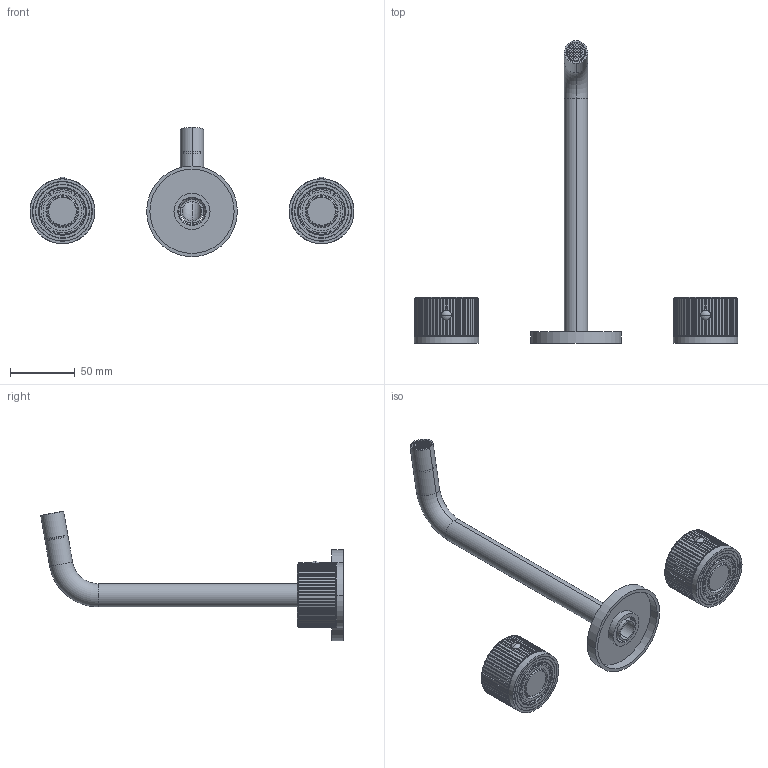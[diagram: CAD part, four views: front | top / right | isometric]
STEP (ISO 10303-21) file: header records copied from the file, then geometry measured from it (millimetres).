
FILE_DESCRIPTION((''),'2;1');
FILE_NAME('JO008CR','2021-02-17T16:09:00',('ut3'),('PAFFONI SpA'),'CREO PARAMETRIC BY PTC INC, 2020044','CREO PARAMETRIC BY PTC INC, 2020044','');
FILE_SCHEMA(('CONFIG_CONTROL_DESIGN','SHAPE_APPEARANCE_LAYERS_GROUPS'));
Length unit declared in the file: millimetre
Products named in the file (1): JO008CR
Bounding box: 250 x 233.58 x 99.78 mm (x, y, z)
Volume: 119596.6 mm3; surface area: 100470.4 mm2
Topology: 6 solids, 7 shells, 1444 faces, 3901 edges, 2492 vertices
Faces by surface type: plane 636, cylinder 584, cone 88, bspline 76, torus 56, sphere 4
Entity records: 67709 total; most frequent: CARTESIAN_POINT 21450, ORIENTED_EDGE 7778, DIRECTION 6936, EDGE_CURVE 3889, AXIS2_PLACEMENT_3D 2615, VERTEX_POINT 2492, EDGE_LOOP 1707, VECTOR 1706
